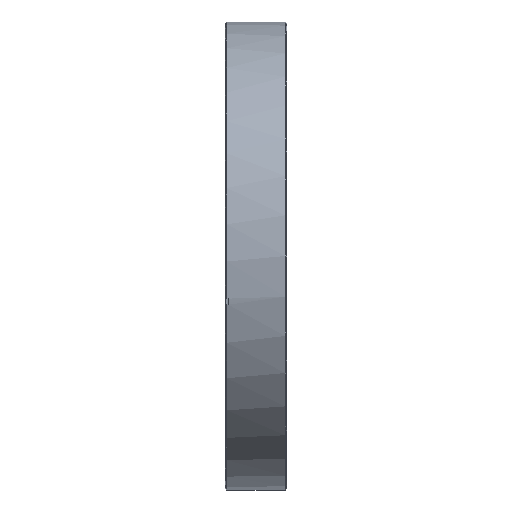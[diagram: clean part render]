
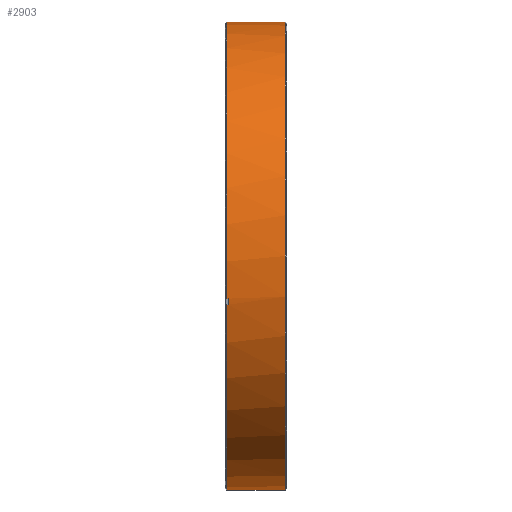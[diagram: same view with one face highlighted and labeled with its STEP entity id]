
A CAD part, left-side view. The second image highlights one B-rep face of the part: STEP entity #2903.
In plain terms, the highlighted cylindrical face has radius 75.8 mm (diameter 151.6 mm), a partial arc.
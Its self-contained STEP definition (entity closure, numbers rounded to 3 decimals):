
#22 = VERTEX_POINT ( 'NONE', #3384 ) ;
#39 = CARTESIAN_POINT ( 'NONE',  ( 0., 19.776, 0. ) ) ;
#43 = LINE ( 'NONE', #663, #2779 ) ;
#69 = EDGE_CURVE ( 'NONE', #1346, #789, #603, .T. ) ;
#78 = AXIS2_PLACEMENT_3D ( 'NONE', #879, #2263, #604 ) ;
#91 = CIRCLE ( 'NONE', #78, 75.8 ) ;
#132 = ORIENTED_EDGE ( 'NONE', *, *, #1944, .T. ) ;
#137 = ORIENTED_EDGE ( 'NONE', *, *, #3351, .T. ) ;
#218 = DIRECTION ( 'NONE',  ( 0., -1., 0. ) ) ;
#332 = DIRECTION ( 'NONE',  ( 0., 0., -1. ) ) ;
#333 = CARTESIAN_POINT ( 'NONE',  ( 0., -0.5, 75.8 ) ) ;
#341 = CARTESIAN_POINT ( 'NONE',  ( 0., -19.4, 75.8 ) ) ;
#489 = EDGE_CURVE ( 'NONE', #3419, #2117, #3189, .T. ) ;
#519 = ORIENTED_EDGE ( 'NONE', *, *, #1464, .F. ) ;
#603 = LINE ( 'NONE', #2891, #3478 ) ;
#604 = DIRECTION ( 'NONE',  ( 0., 0., 1. ) ) ;
#647 = VERTEX_POINT ( 'NONE', #2937 ) ;
#663 = CARTESIAN_POINT ( 'NONE',  ( -74.532, 19.776, -13.806 ) ) ;
#705 = DIRECTION ( 'NONE',  ( 0., 1., 0. ) ) ;
#723 = VECTOR ( 'NONE', #2490, 1000. ) ;
#789 = VERTEX_POINT ( 'NONE', #333 ) ;
#833 = EDGE_CURVE ( 'NONE', #3083, #2247, #2824, .T. ) ;
#842 = ORIENTED_EDGE ( 'NONE', *, *, #489, .F. ) ;
#879 = CARTESIAN_POINT ( 'NONE',  ( 0., -0.5, 0. ) ) ;
#914 = ORIENTED_EDGE ( 'NONE', *, *, #2053, .T. ) ;
#949 = CARTESIAN_POINT ( 'NONE',  ( 0., -1., 0. ) ) ;
#1009 = EDGE_LOOP ( 'NONE', ( #842, #132, #1118, #914, #519, #137, #1463, #2621 ) ) ;
#1116 = AXIS2_PLACEMENT_3D ( 'NONE', #39, #1128, #2831 ) ;
#1118 = ORIENTED_EDGE ( 'NONE', *, *, #69, .T. ) ;
#1128 = DIRECTION ( 'NONE',  ( 0., 1., 0. ) ) ;
#1239 = DIRECTION ( 'NONE',  ( 0., 0., 1. ) ) ;
#1250 = AXIS2_PLACEMENT_3D ( 'NONE', #949, #2841, #1239 ) ;
#1252 = CARTESIAN_POINT ( 'NONE',  ( -74.142, 19.776, -15.767 ) ) ;
#1332 = CARTESIAN_POINT ( 'NONE',  ( 0., -0.5, 0. ) ) ;
#1346 = VERTEX_POINT ( 'NONE', #341 ) ;
#1463 = ORIENTED_EDGE ( 'NONE', *, *, #833, .F. ) ;
#1464 = EDGE_CURVE ( 'NONE', #22, #647, #43, .T. ) ;
#1550 = DIRECTION ( 'NONE',  ( 0., 1., 0. ) ) ;
#1553 = EDGE_CURVE ( 'NONE', #3083, #2117, #3220, .T. ) ;
#1704 = CYLINDRICAL_SURFACE ( 'NONE', #1116, 75.8 ) ;
#1705 = VECTOR ( 'NONE', #705, 1000. ) ;
#1826 = CARTESIAN_POINT ( 'NONE',  ( 0., 19.776, -75.8 ) ) ;
#1944 = EDGE_CURVE ( 'NONE', #3419, #1346, #2622, .T. ) ;
#2053 = EDGE_CURVE ( 'NONE', #789, #647, #91, .T. ) ;
#2094 = CARTESIAN_POINT ( 'NONE',  ( 0., -0.5, -75.8 ) ) ;
#2117 = VERTEX_POINT ( 'NONE', #2094 ) ;
#2184 = CARTESIAN_POINT ( 'NONE',  ( -74.142, -0.5, -15.767 ) ) ;
#2247 = VERTEX_POINT ( 'NONE', #3370 ) ;
#2263 = DIRECTION ( 'NONE',  ( 0., -1., 0. ) ) ;
#2318 = DIRECTION ( 'NONE',  ( 0., 1., 0. ) ) ;
#2477 = AXIS2_PLACEMENT_3D ( 'NONE', #3222, #3301, #332 ) ;
#2490 = DIRECTION ( 'NONE',  ( 0., -1., 0. ) ) ;
#2621 = ORIENTED_EDGE ( 'NONE', *, *, #1553, .T. ) ;
#2622 = CIRCLE ( 'NONE', #2477, 75.8 ) ;
#2693 = AXIS2_PLACEMENT_3D ( 'NONE', #1332, #218, #3205 ) ;
#2779 = VECTOR ( 'NONE', #2318, 1000. ) ;
#2824 = LINE ( 'NONE', #1252, #723 ) ;
#2831 = DIRECTION ( 'NONE',  ( 0., 0., 1. ) ) ;
#2841 = DIRECTION ( 'NONE',  ( 0., -1., 0. ) ) ;
#2858 = CARTESIAN_POINT ( 'NONE',  ( 0., -19.4, -75.8 ) ) ;
#2891 = CARTESIAN_POINT ( 'NONE',  ( 0., 19.776, 75.8 ) ) ;
#2903 = ADVANCED_FACE ( 'NONE', ( #3110 ), #1704, .T. ) ;
#2937 = CARTESIAN_POINT ( 'NONE',  ( -74.532, -0.5, -13.806 ) ) ;
#2944 = CIRCLE ( 'NONE', #1250, 75.8 ) ;
#3083 = VERTEX_POINT ( 'NONE', #2184 ) ;
#3110 = FACE_OUTER_BOUND ( 'NONE', #1009, .T. ) ;
#3189 = LINE ( 'NONE', #1826, #1705 ) ;
#3205 = DIRECTION ( 'NONE',  ( 0., 0., 1. ) ) ;
#3220 = CIRCLE ( 'NONE', #2693, 75.8 ) ;
#3222 = CARTESIAN_POINT ( 'NONE',  ( 0., -19.4, 0. ) ) ;
#3301 = DIRECTION ( 'NONE',  ( 0., 1., 0. ) ) ;
#3351 = EDGE_CURVE ( 'NONE', #22, #2247, #2944, .T. ) ;
#3370 = CARTESIAN_POINT ( 'NONE',  ( -74.142, -1., -15.767 ) ) ;
#3384 = CARTESIAN_POINT ( 'NONE',  ( -74.532, -1., -13.806 ) ) ;
#3419 = VERTEX_POINT ( 'NONE', #2858 ) ;
#3478 = VECTOR ( 'NONE', #1550, 1000. ) ;
